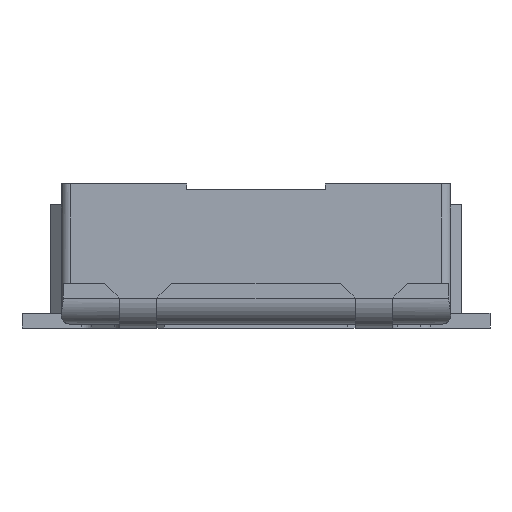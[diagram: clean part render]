
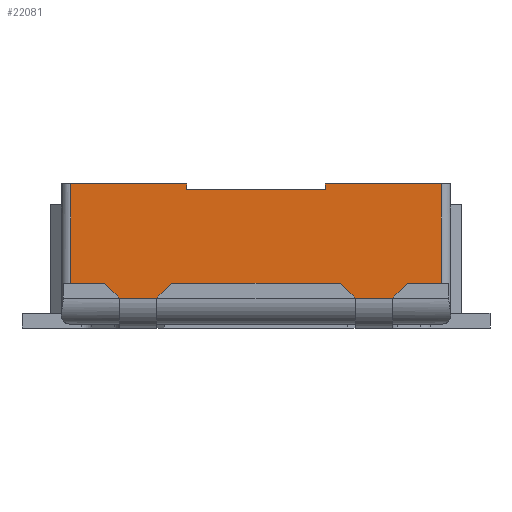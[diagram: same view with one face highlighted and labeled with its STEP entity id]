
A CAD part, left-side view. The second image highlights one B-rep face of the part: STEP entity #22081.
In plain terms, the highlighted planar face has unit normal (-1, 0, 0).
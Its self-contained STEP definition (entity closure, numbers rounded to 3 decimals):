
#8965 = AXIS2_PLACEMENT_3D ( 'NONE', #12214, #12225, #12227 ) ;
#9388 = VECTOR ( 'NONE', #14769, 1000. ) ;
#9394 = VECTOR ( 'NONE', #14818, 1000. ) ;
#9399 = VECTOR ( 'NONE', #14799, 1000. ) ;
#9401 = VECTOR ( 'NONE', #14802, 1000. ) ;
#9402 = VECTOR ( 'NONE', #14805, 1000. ) ;
#9403 = VECTOR ( 'NONE', #14808, 1000. ) ;
#9404 = VECTOR ( 'NONE', #14811, 1000. ) ;
#9405 = VECTOR ( 'NONE', #14815, 1000. ) ;
#9406 = VECTOR ( 'NONE', #14820, 1000. ) ;
#9408 = VECTOR ( 'NONE', #14823, 1000. ) ;
#9409 = VECTOR ( 'NONE', #14826, 1000. ) ;
#9410 = VECTOR ( 'NONE', #14829, 1000. ) ;
#9411 = VECTOR ( 'NONE', #14832, 1000. ) ;
#9412 = VECTOR ( 'NONE', #14835, 1000. ) ;
#9413 = VECTOR ( 'NONE', #14838, 1000. ) ;
#9414 = VECTOR ( 'NONE', #14841, 1000. ) ;
#12210 = PLANE ( 'NONE',  #8965 ) ;
#12214 = CARTESIAN_POINT ( 'NONE',  ( -4.25, 0., 0.02 ) ) ;
#12221 = FACE_OUTER_BOUND ( 'NONE', #22798, .T. ) ;
#12225 = DIRECTION ( 'NONE',  ( -1., 0., 0. ) ) ;
#12227 = DIRECTION ( 'NONE',  ( 0., -1., 0. ) ) ;
#14436 = ORIENTED_EDGE ( 'NONE', *, *, #22451, .F. ) ;
#14437 = ORIENTED_EDGE ( 'NONE', *, *, #22452, .F. ) ;
#14439 = ORIENTED_EDGE ( 'NONE', *, *, #22453, .F. ) ;
#14441 = ORIENTED_EDGE ( 'NONE', *, *, #22454, .F. ) ;
#14443 = ORIENTED_EDGE ( 'NONE', *, *, #22455, .F. ) ;
#14445 = ORIENTED_EDGE ( 'NONE', *, *, #22456, .T. ) ;
#14447 = ORIENTED_EDGE ( 'NONE', *, *, #22441, .F. ) ;
#14448 = ORIENTED_EDGE ( 'NONE', *, *, #22457, .F. ) ;
#14449 = ORIENTED_EDGE ( 'NONE', *, *, #22458, .F. ) ;
#14451 = ORIENTED_EDGE ( 'NONE', *, *, #22459, .T. ) ;
#14453 = ORIENTED_EDGE ( 'NONE', *, *, #22460, .T. ) ;
#14455 = ORIENTED_EDGE ( 'NONE', *, *, #22461, .F. ) ;
#14457 = ORIENTED_EDGE ( 'NONE', *, *, #22462, .T. ) ;
#14459 = ORIENTED_EDGE ( 'NONE', *, *, #22463, .T. ) ;
#14460 = ORIENTED_EDGE ( 'NONE', *, *, #22464, .T. ) ;
#14462 = ORIENTED_EDGE ( 'NONE', *, *, #22465, .T. ) ;
#14767 = LINE ( 'NONE', #14768, #9388 ) ;
#14768 = CARTESIAN_POINT ( 'NONE',  ( -4.25, -1.04, 0.77 ) ) ;
#14769 = DIRECTION ( 'NONE',  ( 0., -1., 0. ) ) ;
#14770 = CARTESIAN_POINT ( 'NONE',  ( -4.25, 0.48, 0.24 ) ) ;
#14780 = LINE ( 'NONE', #14770, #9399 ) ;
#14794 = LINE ( 'NONE', #14819, #9406 ) ;
#14795 = LINE ( 'NONE', #14816, #9394 ) ;
#14799 = DIRECTION ( 'NONE',  ( 0., 1., 0. ) ) ;
#14800 = LINE ( 'NONE', #14801, #9401 ) ;
#14801 = CARTESIAN_POINT ( 'NONE',  ( -4.25, -0.53, 0.16 ) ) ;
#14802 = DIRECTION ( 'NONE',  ( 0., 0.707, 0.707 ) ) ;
#14803 = LINE ( 'NONE', #14804, #9402 ) ;
#14804 = CARTESIAN_POINT ( 'NONE',  ( -4.25, -0.53, 0.16 ) ) ;
#14805 = DIRECTION ( 'NONE',  ( 0., 1., 0. ) ) ;
#14806 = LINE ( 'NONE', #14807, #9403 ) ;
#14807 = CARTESIAN_POINT ( 'NONE',  ( -4.25, -0.73, 0.16 ) ) ;
#14808 = DIRECTION ( 'NONE',  ( 0., 0.707, -0.707 ) ) ;
#14809 = LINE ( 'NONE', #14810, #9404 ) ;
#14810 = CARTESIAN_POINT ( 'NONE',  ( -4.25, -0.81, 0.24 ) ) ;
#14811 = DIRECTION ( 'NONE',  ( 0., 1., 0. ) ) ;
#14812 = LINE ( 'NONE', #14814, #9405 ) ;
#14814 = CARTESIAN_POINT ( 'NONE',  ( -4.25, -0.99, 0.77 ) ) ;
#14815 = DIRECTION ( 'NONE',  ( 0., 0., 1. ) ) ;
#14816 = CARTESIAN_POINT ( 'NONE',  ( -4.25, -0.37, 0.77 ) ) ;
#14818 = DIRECTION ( 'NONE',  ( 0., 0., 1. ) ) ;
#14819 = CARTESIAN_POINT ( 'NONE',  ( -4.25, 0., 0.74 ) ) ;
#14820 = DIRECTION ( 'NONE',  ( 0., -1., 0. ) ) ;
#14821 = LINE ( 'NONE', #14822, #9408 ) ;
#14822 = CARTESIAN_POINT ( 'NONE',  ( -4.25, 0.37, 0.77 ) ) ;
#14823 = DIRECTION ( 'NONE',  ( 0., 0., 1. ) ) ;
#14824 = LINE ( 'NONE', #14825, #9409 ) ;
#14825 = CARTESIAN_POINT ( 'NONE',  ( -4.25, 1.04, 0.77 ) ) ;
#14826 = DIRECTION ( 'NONE',  ( 0., 1., 0. ) ) ;
#14827 = LINE ( 'NONE', #14828, #9410 ) ;
#14828 = CARTESIAN_POINT ( 'NONE',  ( -4.25, 0.99, 0.77 ) ) ;
#14829 = DIRECTION ( 'NONE',  ( 0., 0., 1. ) ) ;
#14830 = LINE ( 'NONE', #14831, #9411 ) ;
#14831 = CARTESIAN_POINT ( 'NONE',  ( -4.25, 0.81, 0.24 ) ) ;
#14832 = DIRECTION ( 'NONE',  ( 0., -1., 0. ) ) ;
#14833 = LINE ( 'NONE', #14834, #9412 ) ;
#14834 = CARTESIAN_POINT ( 'NONE',  ( -4.25, 0.73, 0.16 ) ) ;
#14835 = DIRECTION ( 'NONE',  ( 0., -0.707, -0.707 ) ) ;
#14836 = LINE ( 'NONE', #14837, #9413 ) ;
#14837 = CARTESIAN_POINT ( 'NONE',  ( -4.25, 0.53, 0.16 ) ) ;
#14838 = DIRECTION ( 'NONE',  ( 0., -1., 0. ) ) ;
#14839 = LINE ( 'NONE', #14840, #9414 ) ;
#14840 = CARTESIAN_POINT ( 'NONE',  ( -4.25, 0.53, 0.16 ) ) ;
#14841 = DIRECTION ( 'NONE',  ( 0., -0.707, 0.707 ) ) ;
#20544 = CARTESIAN_POINT ( 'NONE',  ( -4.25, -0.45, 0.24 ) ) ;
#20551 = CARTESIAN_POINT ( 'NONE',  ( -4.25, -0.37, 0.77 ) ) ;
#20552 = CARTESIAN_POINT ( 'NONE',  ( -4.25, -0.99, 0.77 ) ) ;
#20554 = CARTESIAN_POINT ( 'NONE',  ( -4.25, -0.81, 0.24 ) ) ;
#20555 = CARTESIAN_POINT ( 'NONE',  ( -4.25, 0.45, 0.24 ) ) ;
#20558 = CARTESIAN_POINT ( 'NONE',  ( -4.25, -0.53, 0.16 ) ) ;
#20559 = CARTESIAN_POINT ( 'NONE',  ( -4.25, -0.99, 0.24 ) ) ;
#20560 = CARTESIAN_POINT ( 'NONE',  ( -4.25, -0.73, 0.16 ) ) ;
#20561 = CARTESIAN_POINT ( 'NONE',  ( -4.25, -0.37, 0.74 ) ) ;
#20564 = CARTESIAN_POINT ( 'NONE',  ( -4.25, 0.99, 0.24 ) ) ;
#20565 = CARTESIAN_POINT ( 'NONE',  ( -4.25, 0.37, 0.74 ) ) ;
#20567 = CARTESIAN_POINT ( 'NONE',  ( -4.25, 0.37, 0.77 ) ) ;
#20568 = CARTESIAN_POINT ( 'NONE',  ( -4.25, 0.99, 0.77 ) ) ;
#20570 = CARTESIAN_POINT ( 'NONE',  ( -4.25, 0.81, 0.24 ) ) ;
#20571 = CARTESIAN_POINT ( 'NONE',  ( -4.25, 0.73, 0.16 ) ) ;
#20572 = CARTESIAN_POINT ( 'NONE',  ( -4.25, 0.53, 0.16 ) ) ;
#22081 = ADVANCED_FACE ( 'NONE', ( #12221 ), #12210, .T. ) ;
#22441 = EDGE_CURVE ( 'NONE', #24905, #24906, #14767, .T. ) ;
#22451 = EDGE_CURVE ( 'NONE', #24898, #24909, #14780, .T. ) ;
#22452 = EDGE_CURVE ( 'NONE', #24912, #24898, #14800, .T. ) ;
#22453 = EDGE_CURVE ( 'NONE', #24914, #24912, #14803, .T. ) ;
#22454 = EDGE_CURVE ( 'NONE', #24908, #24914, #14806, .T. ) ;
#22455 = EDGE_CURVE ( 'NONE', #24913, #24908, #14809, .T. ) ;
#22456 = EDGE_CURVE ( 'NONE', #24913, #24906, #14812, .T. ) ;
#22457 = EDGE_CURVE ( 'NONE', #24915, #24905, #14795, .T. ) ;
#22458 = EDGE_CURVE ( 'NONE', #24919, #24915, #14794, .T. ) ;
#22459 = EDGE_CURVE ( 'NONE', #24919, #24921, #14821, .T. ) ;
#22460 = EDGE_CURVE ( 'NONE', #24921, #24922, #14824, .T. ) ;
#22461 = EDGE_CURVE ( 'NONE', #24918, #24922, #14827, .T. ) ;
#22462 = EDGE_CURVE ( 'NONE', #24918, #24924, #14830, .T. ) ;
#22463 = EDGE_CURVE ( 'NONE', #24924, #24925, #14833, .T. ) ;
#22464 = EDGE_CURVE ( 'NONE', #24925, #24926, #14836, .T. ) ;
#22465 = EDGE_CURVE ( 'NONE', #24926, #24909, #14839, .T. ) ;
#22798 = EDGE_LOOP ( 'NONE', ( #14436, #14437, #14439, #14441, #14443, #14445, #14447, #14448, #14449, #14451, #14453, #14455, #14457, #14459, #14460, #14462 ) ) ;
#24898 = VERTEX_POINT ( 'NONE', #20544 ) ;
#24905 = VERTEX_POINT ( 'NONE', #20551 ) ;
#24906 = VERTEX_POINT ( 'NONE', #20552 ) ;
#24908 = VERTEX_POINT ( 'NONE', #20554 ) ;
#24909 = VERTEX_POINT ( 'NONE', #20555 ) ;
#24912 = VERTEX_POINT ( 'NONE', #20558 ) ;
#24913 = VERTEX_POINT ( 'NONE', #20559 ) ;
#24914 = VERTEX_POINT ( 'NONE', #20560 ) ;
#24915 = VERTEX_POINT ( 'NONE', #20561 ) ;
#24918 = VERTEX_POINT ( 'NONE', #20564 ) ;
#24919 = VERTEX_POINT ( 'NONE', #20565 ) ;
#24921 = VERTEX_POINT ( 'NONE', #20567 ) ;
#24922 = VERTEX_POINT ( 'NONE', #20568 ) ;
#24924 = VERTEX_POINT ( 'NONE', #20570 ) ;
#24925 = VERTEX_POINT ( 'NONE', #20571 ) ;
#24926 = VERTEX_POINT ( 'NONE', #20572 ) ;
